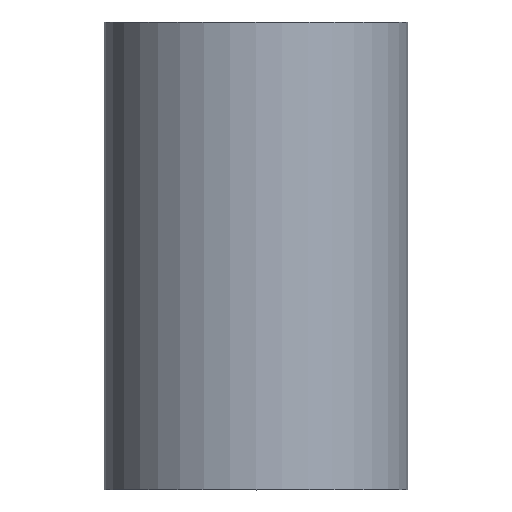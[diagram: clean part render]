
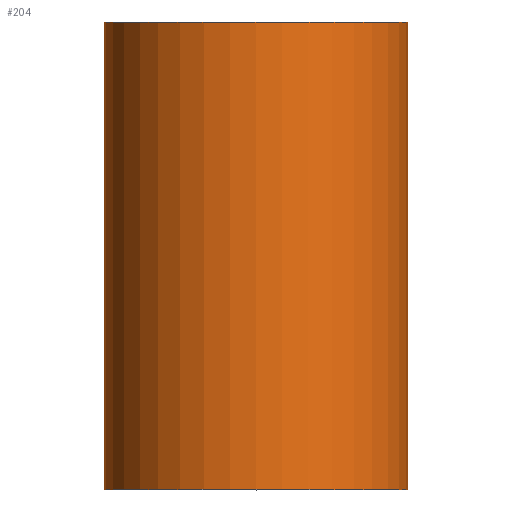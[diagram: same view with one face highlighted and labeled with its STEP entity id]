
A CAD part, top view. The second image highlights one B-rep face of the part: STEP entity #204.
In plain terms, the highlighted cylindrical face has radius 26.15 mm (diameter 52.3 mm), a full revolution.
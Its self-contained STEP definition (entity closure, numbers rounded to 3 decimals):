
#32=FACE_OUTER_BOUND('',#46,.T.);
#46=EDGE_LOOP('',(#165,#166,#167,#168));
#54=CIRCLE('',#216,26.15);
#55=CIRCLE('',#218,26.15);
#80=LINE('',#863,#84);
#84=VECTOR('',#254,26.15);
#93=VERTEX_POINT('',#322);
#100=VERTEX_POINT('',#854);
#113=EDGE_CURVE('',#93,#93,#54,.T.);
#124=EDGE_CURVE('',#100,#100,#55,.T.);
#128=EDGE_CURVE('',#100,#93,#80,.T.);
#165=ORIENTED_EDGE('',*,*,#124,.T.);
#166=ORIENTED_EDGE('',*,*,#128,.T.);
#167=ORIENTED_EDGE('',*,*,#113,.T.);
#168=ORIENTED_EDGE('',*,*,#128,.F.);
#195=CYLINDRICAL_SURFACE('',#222,26.15);
#204=ADVANCED_FACE('',(#32),#195,.T.);
#216=AXIS2_PLACEMENT_3D('',#323,#239,#240);
#218=AXIS2_PLACEMENT_3D('',#855,#243,#244);
#222=AXIS2_PLACEMENT_3D('',#862,#252,#253);
#239=DIRECTION('center_axis',(0.,-1.,0.));
#240=DIRECTION('ref_axis',(1.,0.,0.));
#243=DIRECTION('center_axis',(0.,1.,0.));
#244=DIRECTION('ref_axis',(1.,0.,0.));
#252=DIRECTION('center_axis',(0.,1.,0.));
#253=DIRECTION('ref_axis',(1.,0.,0.));
#254=DIRECTION('',(0.,1.,0.));
#322=CARTESIAN_POINT('',(-3.79,-49.325,-41.955));
#323=CARTESIAN_POINT('Origin',(22.36,-49.325,-41.955));
#854=CARTESIAN_POINT('',(-3.79,-129.825,-41.955));
#855=CARTESIAN_POINT('Origin',(22.36,-129.825,-41.955));
#862=CARTESIAN_POINT('Origin',(22.36,-134.325,-41.955));
#863=CARTESIAN_POINT('',(-3.79,-134.325,-41.955));
